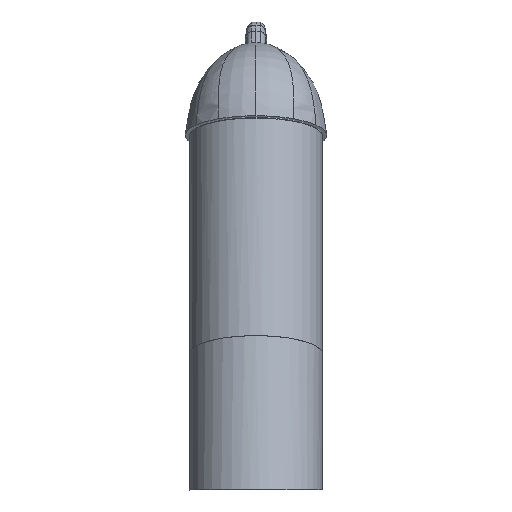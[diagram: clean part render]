
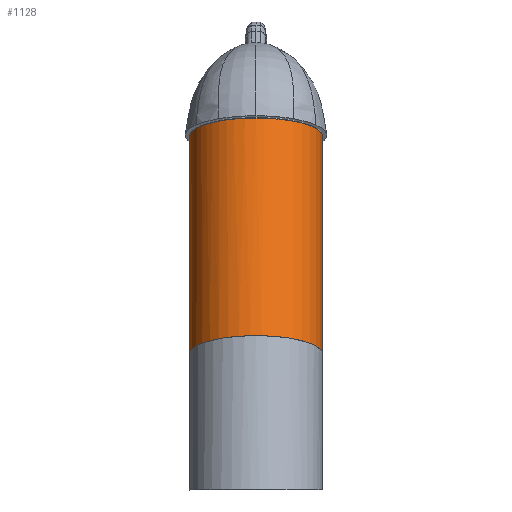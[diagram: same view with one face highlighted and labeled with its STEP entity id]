
A CAD part, left-side view. The second image highlights one B-rep face of the part: STEP entity #1128.
In plain terms, the highlighted cylindrical face has radius 26.006 mm (diameter 52.012 mm), a partial arc.
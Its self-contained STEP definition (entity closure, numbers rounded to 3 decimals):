
#23=LINE('',#21639,#33);
#24=LINE('',#25033,#34);
#33=VECTOR('',#1241,1000.);
#34=VECTOR('',#1242,1000.);
#49=CYLINDRICAL_SURFACE('',#1196,26.006);
#81=CIRCLE('',#1195,26.006);
#122=B_SPLINE_CURVE_WITH_KNOTS('',3,(#17696,#17697,#17698,#17699,#17700,
#17701,#17702,#17703,#17704,#17705,#17706),.UNSPECIFIED.,.F.,.F.,(4,1,1,
1,1,1,1,1,4),(0.,0.005,0.009,
0.014,0.019,0.023,0.028,
0.033,0.038),.UNSPECIFIED.);
#129=B_SPLINE_CURVE_WITH_KNOTS('',3,(#17816,#17817,#17818,#17819,#17820,
#17821,#17822,#17823,#17824,#17825),.UNSPECIFIED.,.F.,.F.,(4,1,1,1,1,1,
1,4),(0.,0.009,0.014,0.019,0.024,
0.028,0.033,0.038),.UNSPECIFIED.);
#530=ORIENTED_EDGE('',*,*,#710,.T.);
#531=ORIENTED_EDGE('',*,*,#607,.T.);
#532=ORIENTED_EDGE('',*,*,#614,.T.);
#533=ORIENTED_EDGE('',*,*,#679,.F.);
#534=ORIENTED_EDGE('',*,*,#632,.F.);
#607=EDGE_CURVE('',#756,#755,#122,.T.);
#614=EDGE_CURVE('',#755,#761,#129,.T.);
#632=EDGE_CURVE('',#772,#773,#81,.F.);
#679=EDGE_CURVE('',#773,#761,#23,.T.);
#710=EDGE_CURVE('',#772,#756,#24,.T.);
#755=VERTEX_POINT('',#17695);
#756=VERTEX_POINT('',#17707);
#761=VERTEX_POINT('',#17815);
#772=VERTEX_POINT('',#18109);
#773=VERTEX_POINT('',#18110);
#915=EDGE_LOOP('',(#530,#531,#532,#533,#534));
#993=FACE_BOUND('',#915,.T.);
#1128=ADVANCED_FACE('',(#993),#49,.T.);
#1195=AXIS2_PLACEMENT_3D('',#18108,#1234,#1235);
#1196=AXIS2_PLACEMENT_3D('',#25063,#1246,#1247);
#1234=DIRECTION('',(0.276,0.,0.961));
#1235=DIRECTION('',(0.961,0.,-0.276));
#1241=DIRECTION('',(0.276,0.,0.961));
#1242=DIRECTION('',(0.276,0.,0.961));
#1246=DIRECTION('',(0.276,0.,0.961));
#1247=DIRECTION('',(0.961,0.,-0.276));
#17695=CARTESIAN_POINT('',(14.618,0.,145.329));
#17696=CARTESIAN_POINT('',(36.596,-25.815,139.027));
#17697=CARTESIAN_POINT('',(35.086,-25.624,139.457));
#17698=CARTESIAN_POINT('',(32.151,-24.968,140.305));
#17699=CARTESIAN_POINT('',(27.927,-23.149,141.512));
#17700=CARTESIAN_POINT('',(24.126,-20.592,142.603));
#17701=CARTESIAN_POINT('',(20.787,-17.326,143.56));
#17702=CARTESIAN_POINT('',(18.086,-13.488,144.335));
#17703=CARTESIAN_POINT('',(16.118,-9.281,144.898));
#17704=CARTESIAN_POINT('',(14.891,-4.693,145.255));
#17705=CARTESIAN_POINT('',(14.618,-1.582,145.328));
#17706=CARTESIAN_POINT('',(14.618,0.,145.329));
#17707=CARTESIAN_POINT('',(36.596,-25.815,139.027));
#17815=CARTESIAN_POINT('',(36.597,25.815,139.027));
#17816=CARTESIAN_POINT('',(14.618,0.,145.329));
#17817=CARTESIAN_POINT('',(14.618,3.163,145.327));
#17818=CARTESIAN_POINT('',(15.453,7.866,145.09));
#17819=CARTESIAN_POINT('',(18.113,13.535,144.327));
#17820=CARTESIAN_POINT('',(20.785,17.32,143.561));
#17821=CARTESIAN_POINT('',(24.132,20.598,142.601));
#17822=CARTESIAN_POINT('',(27.928,23.149,141.512));
#17823=CARTESIAN_POINT('',(32.153,24.968,140.305));
#17824=CARTESIAN_POINT('',(35.087,25.624,139.457));
#17825=CARTESIAN_POINT('',(36.596,25.815,139.027));
#18108=CARTESIAN_POINT('',(15.245,0.,53.167));
#18109=CARTESIAN_POINT('',(12.225,-25.815,54.033));
#18110=CARTESIAN_POINT('',(12.225,25.815,54.033));
#21639=CARTESIAN_POINT('',(24.628,25.815,97.289));
#25033=CARTESIAN_POINT('',(24.628,-25.815,97.289));
#25063=CARTESIAN_POINT('',(15.245,0.,53.167));
